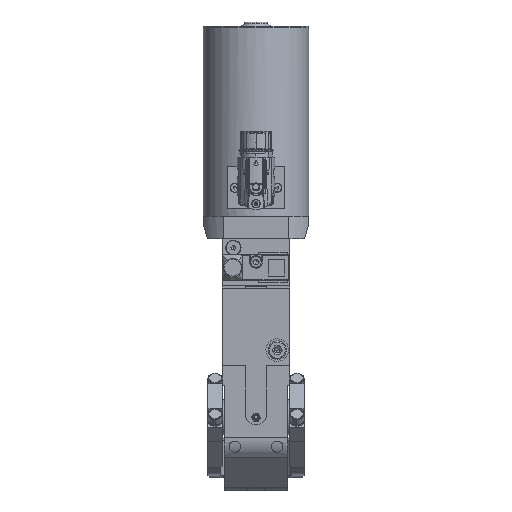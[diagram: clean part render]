
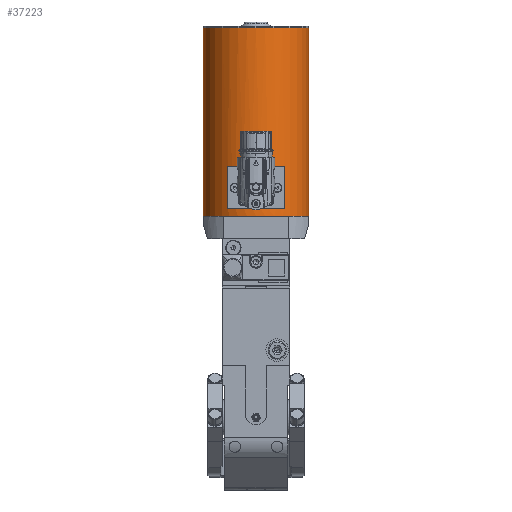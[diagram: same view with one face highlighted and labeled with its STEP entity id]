
A CAD part, left-side view. The second image highlights one B-rep face of the part: STEP entity #37223.
In plain terms, the highlighted cylindrical face has radius 37.5 mm (diameter 75 mm), a partial arc.
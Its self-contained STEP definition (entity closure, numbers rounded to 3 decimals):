
#30496=CARTESIAN_POINT('Vertex',(0.,-37.5,149.5)) ;
#30503=CARTESIAN_POINT('Vertex',(0.,37.5,149.5)) ;
#30506=CARTESIAN_POINT('Axis2P3D Location',(0.,0.,149.5)) ;
#32877=CARTESIAN_POINT('Line Origine',(-31.721,20.,36.)) ;
#32881=CARTESIAN_POINT('Vertex',(-31.721,20.,51.)) ;
#32883=CARTESIAN_POINT('Vertex',(-31.721,20.,21.)) ;
#32909=CARTESIAN_POINT('Control Point',(-31.721,20.,21.)) ;
#32910=CARTESIAN_POINT('Control Point',(-33.641,16.955,21.)) ;
#32911=CARTESIAN_POINT('Control Point',(-35.196,13.679,21.)) ;
#32912=CARTESIAN_POINT('Control Point',(-36.348,10.231,21.)) ;
#32913=CARTESIAN_POINT('Control Point',(-37.803,3.127,21.)) ;
#32914=CARTESIAN_POINT('Control Point',(-37.535,-4.119,21.)) ;
#32915=CARTESIAN_POINT('Control Point',(-36.965,-7.71,21.)) ;
#32916=CARTESIAN_POINT('Control Point',(-35.628,-12.395,21.)) ;
#32917=CARTESIAN_POINT('Control Point',(-33.571,-16.779,21.)) ;
#32918=CARTESIAN_POINT('Control Point',(-32.999,-17.878,21.)) ;
#32919=CARTESIAN_POINT('Control Point',(-32.382,-18.953,21.)) ;
#32920=CARTESIAN_POINT('Control Point',(-31.721,-20.,21.)) ;
#32921=CARTESIAN_POINT('Vertex',(-31.721,-20.,21.)) ;
#32941=CARTESIAN_POINT('Line Origine',(-31.721,-20.,36.)) ;
#32945=CARTESIAN_POINT('Vertex',(-31.721,-20.,51.)) ;
#32966=CARTESIAN_POINT('Control Point',(-31.721,-20.,51.)) ;
#32967=CARTESIAN_POINT('Control Point',(-33.641,-16.955,51.)) ;
#32968=CARTESIAN_POINT('Control Point',(-35.196,-13.679,51.)) ;
#32969=CARTESIAN_POINT('Control Point',(-36.348,-10.231,51.)) ;
#32970=CARTESIAN_POINT('Control Point',(-37.803,-3.127,51.)) ;
#32971=CARTESIAN_POINT('Control Point',(-37.535,4.119,51.)) ;
#32972=CARTESIAN_POINT('Control Point',(-36.965,7.71,51.)) ;
#32973=CARTESIAN_POINT('Control Point',(-35.628,12.395,51.)) ;
#32974=CARTESIAN_POINT('Control Point',(-33.571,16.779,51.)) ;
#32975=CARTESIAN_POINT('Control Point',(-32.999,17.878,51.)) ;
#32976=CARTESIAN_POINT('Control Point',(-32.382,18.953,51.)) ;
#32977=CARTESIAN_POINT('Control Point',(-31.721,20.,51.)) ;
#37149=CARTESIAN_POINT('Line Origine',(0.,-37.5,16.)) ;
#37153=CARTESIAN_POINT('Vertex',(0.,-37.5,16.)) ;
#37160=CARTESIAN_POINT('Vertex',(0.,37.5,16.)) ;
#37163=CARTESIAN_POINT('Line Origine',(0.,37.5,16.)) ;
#37182=CARTESIAN_POINT('Axis2P3D Location',(0.,0.,16.)) ;
#37206=CARTESIAN_POINT('Axis2P3D Location',(0.,0.,83.36)) ;
#30507=DIRECTION('Axis2P3D Direction',(0.,0.,1.)) ;
#32878=DIRECTION('Vector Direction',(0.,0.,-1.)) ;
#32942=DIRECTION('Vector Direction',(0.,0.,1.)) ;
#37150=DIRECTION('Vector Direction',(0.,0.,1.)) ;
#37164=DIRECTION('Vector Direction',(0.,0.,1.)) ;
#37183=DIRECTION('Axis2P3D Direction',(0.,0.,-1.)) ;
#37207=DIRECTION('Axis2P3D Direction',(0.,0.,-1.)) ;
#37208=DIRECTION('Axis2P3D XDirection',(0.,-1.,0.)) ;
#30508=AXIS2_PLACEMENT_3D('Circle Axis2P3D',#30506,#30507,$) ;
#37184=AXIS2_PLACEMENT_3D('Circle Axis2P3D',#37182,#37183,$) ;
#37209=AXIS2_PLACEMENT_3D('Cylinder Axis2P3D',#37206,#37207,#37208) ;
#37212=ORIENTED_EDGE('',*,*,#37186,.F.) ;
#37213=ORIENTED_EDGE('',*,*,#37155,.T.) ;
#37214=ORIENTED_EDGE('',*,*,#30510,.T.) ;
#37215=ORIENTED_EDGE('',*,*,#37167,.F.) ;
#37218=ORIENTED_EDGE('',*,*,#32885,.F.) ;
#37219=ORIENTED_EDGE('',*,*,#32978,.F.) ;
#37220=ORIENTED_EDGE('',*,*,#32947,.F.) ;
#37221=ORIENTED_EDGE('',*,*,#32923,.F.) ;
#37222=FACE_BOUND('',#37217,.T.) ;
#32879=VECTOR('Line Direction',#32878,1.) ;
#32943=VECTOR('Line Direction',#32942,1.) ;
#37151=VECTOR('Line Direction',#37150,1.) ;
#37165=VECTOR('Line Direction',#37164,1.) ;
#37223=ADVANCED_FACE('Antrieb',(#37216,#37222),#37210,.T.) ;
#32908=B_SPLINE_CURVE_WITH_KNOTS('',5,(#32909,#32910,#32911,#32912,#32913,#32914,#32915,#32916,#32917,#32918,#32919,#32920),.UNSPECIFIED.,.F.,.U.,(6,3,3,6),(0.,25.456,50.911,59.665),.UNSPECIFIED.) ;
#32965=B_SPLINE_CURVE_WITH_KNOTS('',5,(#32966,#32967,#32968,#32969,#32970,#32971,#32972,#32973,#32974,#32975,#32976,#32977),.UNSPECIFIED.,.F.,.U.,(6,3,3,6),(0.,25.456,50.911,59.665),.UNSPECIFIED.) ;
#30509=CIRCLE('generated circle',#30508,37.5) ;
#37185=CIRCLE('generated circle',#37184,37.5) ;
#37210=CYLINDRICAL_SURFACE('generated cylinder',#37209,37.5) ;
#30510=EDGE_CURVE('',#30497,#30504,#30509,.F.) ;
#32885=EDGE_CURVE('',#32882,#32884,#32880,.T.) ;
#32923=EDGE_CURVE('',#32884,#32922,#32908,.T.) ;
#32947=EDGE_CURVE('',#32922,#32946,#32944,.T.) ;
#32978=EDGE_CURVE('',#32946,#32882,#32965,.T.) ;
#37155=EDGE_CURVE('',#37154,#30497,#37152,.T.) ;
#37167=EDGE_CURVE('',#37161,#30504,#37166,.T.) ;
#37186=EDGE_CURVE('',#37154,#37161,#37185,.T.) ;
#37211=EDGE_LOOP('',(#37212,#37213,#37214,#37215)) ;
#37217=EDGE_LOOP('',(#37218,#37219,#37220,#37221)) ;
#37216=FACE_OUTER_BOUND('',#37211,.T.) ;
#32880=LINE('Line',#32877,#32879) ;
#32944=LINE('Line',#32941,#32943) ;
#37152=LINE('Line',#37149,#37151) ;
#37166=LINE('Line',#37163,#37165) ;
#30497=VERTEX_POINT('',#30496) ;
#30504=VERTEX_POINT('',#30503) ;
#32882=VERTEX_POINT('',#32881) ;
#32884=VERTEX_POINT('',#32883) ;
#32922=VERTEX_POINT('',#32921) ;
#32946=VERTEX_POINT('',#32945) ;
#37154=VERTEX_POINT('',#37153) ;
#37161=VERTEX_POINT('',#37160) ;
